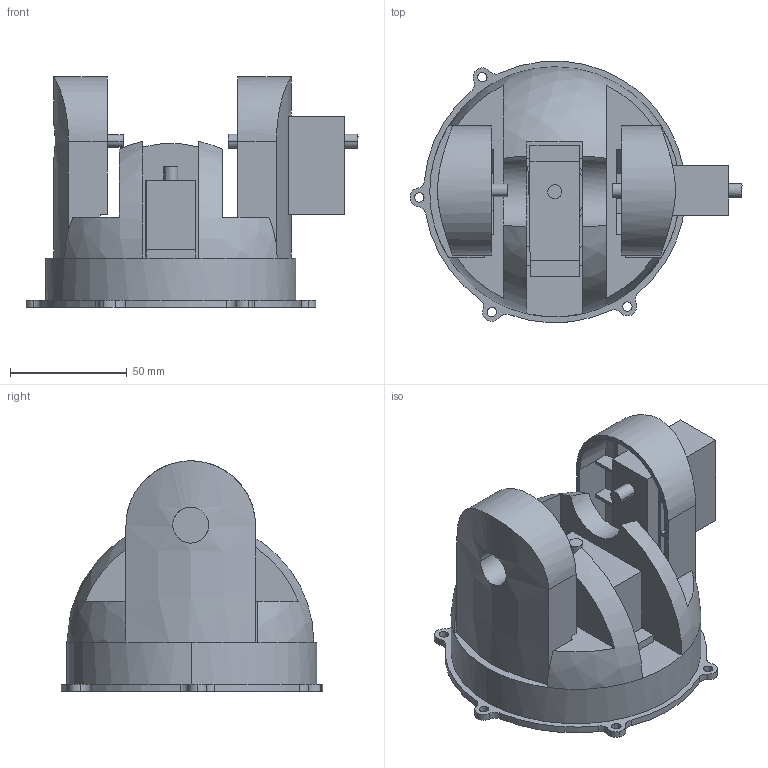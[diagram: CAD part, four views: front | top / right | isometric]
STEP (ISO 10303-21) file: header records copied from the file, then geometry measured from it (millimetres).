
FILE_DESCRIPTION((''),'2;1');
FILE_NAME('PRT0001','2019-07-25T10:40:17',('PaalArthurSchjelderu'),(''),'CREO PARAMETRIC BY PTC INC, 2018500','CREO PARAMETRIC BY PTC INC, 2018500','');
FILE_SCHEMA(('CONFIG_CONTROL_DESIGN'));
Length unit declared in the file: inch
Products named in the file (1): PRT0001
Bounding box: 141.99 x 111.85 x 98.5 mm (x, y, z)
Volume: 250313 mm3; surface area: 135247.2 mm2
Topology: 1 solids, 1 shells, 338 faces, 1041 edges, 703 vertices
Faces by surface type: plane 221, cylinder 93, extrusion 18, sphere 6
Entity records: 12150 total; most frequent: CARTESIAN_POINT 2803, ORIENTED_EDGE 2082, DIRECTION 1772, EDGE_CURVE 1041, VERTEX_POINT 703, VECTOR 648, LINE 630, AXIS2_PLACEMENT_3D 562
